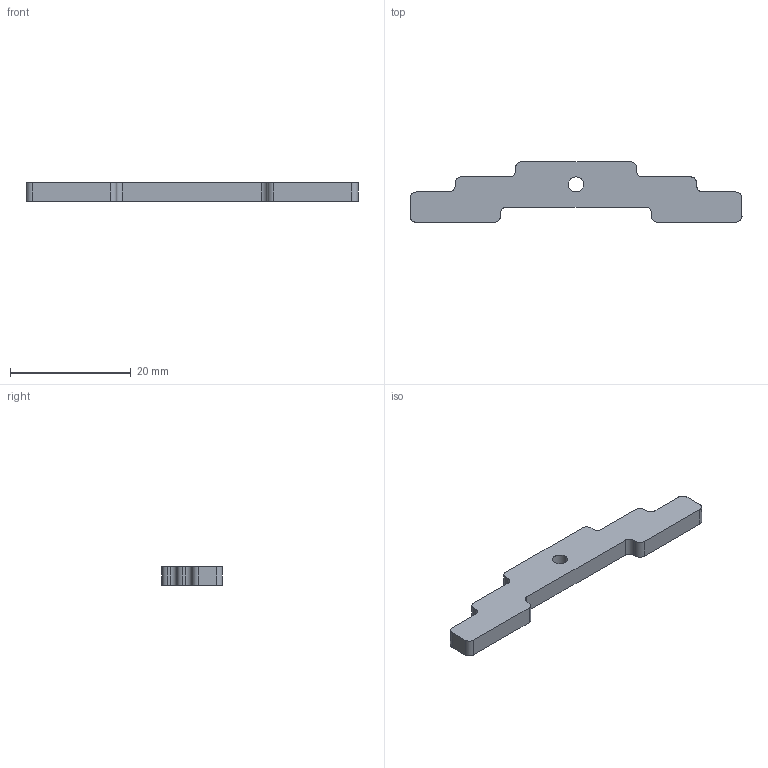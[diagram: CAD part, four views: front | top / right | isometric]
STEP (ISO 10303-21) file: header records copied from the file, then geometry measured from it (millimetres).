
FILE_DESCRIPTION(/* description */ (''),/* implementation_level */ '2;1');
FILE_NAME(/* name */ 'invader-eyebrow',/* time_stamp */ '2017-05-16T15:54:53+02:00',/* author */ (''),/* organization */ (''),/* preprocessor_version */ 'ST-DEVELOPER v15',/* originating_system */ '',/* authorisation */ '');
FILE_SCHEMA (('AUTOMOTIVE_DESIGN'));
Length unit declared in the file: millimetre
Products named in the file (1): Document
Bounding box: 55 x 10 x 3 mm (x, y, z)
Volume: 1070.2 mm3; surface area: 1121.5 mm2
Topology: 1 solids, 1 shells, 36 faces, 102 edges, 68 vertices
Faces by surface type: bspline 32, plane 4
Entity records: 1087 total; most frequent: CARTESIAN_POINT 550, ORIENTED_EDGE 204, EDGE_CURVE 102, VERTEX_POINT 68, EDGE_LOOP 38, ADVANCED_FACE 36, FACE_OUTER_BOUND 36, DIRECTION 8
